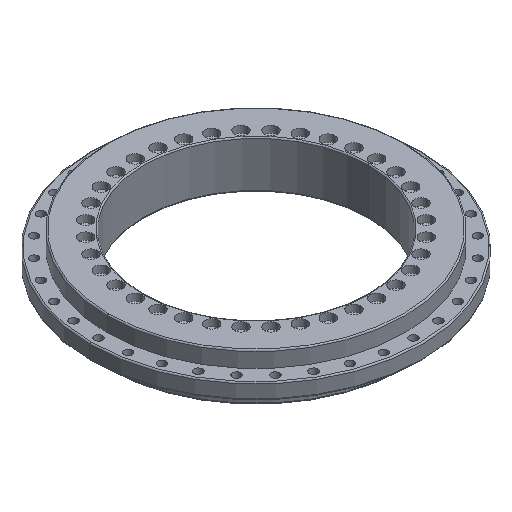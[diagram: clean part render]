
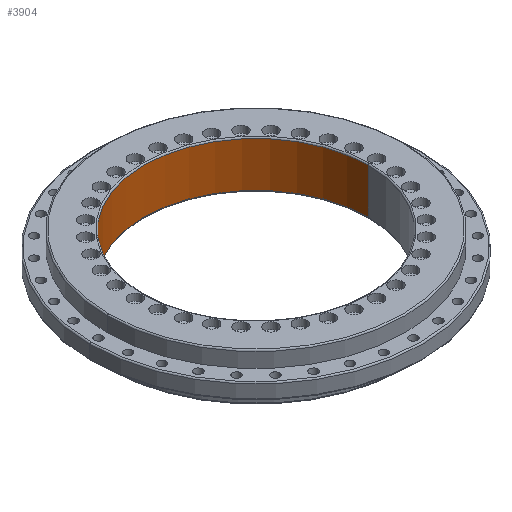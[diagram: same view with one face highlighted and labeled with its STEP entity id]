
A CAD part, isometric view. The second image highlights one B-rep face of the part: STEP entity #3904.
In plain terms, the highlighted cylindrical face has radius 130 mm (diameter 260 mm), a partial arc.
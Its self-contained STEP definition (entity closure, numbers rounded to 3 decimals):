
#97 = CARTESIAN_POINT ( 'NONE',  ( -130., 0., -10.411 ) ) ;
#659 = EDGE_LOOP ( 'NONE', ( #4370, #7872, #5131, #1187 ) ) ;
#938 = AXIS2_PLACEMENT_3D ( 'NONE', #9207, #8211, #7229 ) ;
#1187 = ORIENTED_EDGE ( 'NONE', *, *, #4737, .T. ) ;
#1764 = AXIS2_PLACEMENT_3D ( 'NONE', #5108, #4125, #3145 ) ;
#2031 = DIRECTION ( 'NONE',  ( 0., 0., 1. ) ) ;
#2633 = CARTESIAN_POINT ( 'NONE',  ( 130., 0., -10.411 ) ) ;
#3014 = CARTESIAN_POINT ( 'NONE',  ( -130., 0., 0. ) ) ;
#3145 = DIRECTION ( 'NONE',  ( 1., 0., 0. ) ) ;
#3289 = CARTESIAN_POINT ( 'NONE',  ( 130., 0., -62.411 ) ) ;
#3904 = ADVANCED_FACE ( 'NONE', ( #6080 ), #5078, .F. ) ;
#4123 = VECTOR ( 'NONE', #6861, 1000. ) ;
#4125 = DIRECTION ( 'NONE',  ( 0., 0., -1. ) ) ;
#4370 = ORIENTED_EDGE ( 'NONE', *, *, #6558, .F. ) ;
#4548 = VECTOR ( 'NONE', #2031, 1000. ) ;
#4737 = EDGE_CURVE ( 'NONE', #9295, #5234, #9123, .T. ) ;
#4848 = CIRCLE ( 'NONE', #1764, 130. ) ;
#4987 = LINE ( 'NONE', #3014, #4548 ) ;
#5078 = CYLINDRICAL_SURFACE ( 'NONE', #6814, 130. ) ;
#5108 = CARTESIAN_POINT ( 'NONE',  ( 0., 0., -62.411 ) ) ;
#5131 = ORIENTED_EDGE ( 'NONE', *, *, #9347, .T. ) ;
#5234 = VERTEX_POINT ( 'NONE', #97 ) ;
#6080 = FACE_OUTER_BOUND ( 'NONE', #659, .T. ) ;
#6269 = EDGE_CURVE ( 'NONE', #6522, #6994, #4848, .T. ) ;
#6522 = VERTEX_POINT ( 'NONE', #7931 ) ;
#6558 = EDGE_CURVE ( 'NONE', #6522, #5234, #4987, .T. ) ;
#6814 = AXIS2_PLACEMENT_3D ( 'NONE', #9503, #8522, #7535 ) ;
#6861 = DIRECTION ( 'NONE',  ( 0., 0., 1. ) ) ;
#6994 = VERTEX_POINT ( 'NONE', #3289 ) ;
#7229 = DIRECTION ( 'NONE',  ( -1., 0., 0. ) ) ;
#7535 = DIRECTION ( 'NONE',  ( 1., 0., 0. ) ) ;
#7848 = CARTESIAN_POINT ( 'NONE',  ( 130., 0., 0. ) ) ;
#7872 = ORIENTED_EDGE ( 'NONE', *, *, #6269, .T. ) ;
#7931 = CARTESIAN_POINT ( 'NONE',  ( -130., 0., -62.411 ) ) ;
#8211 = DIRECTION ( 'NONE',  ( 0., 0., 1. ) ) ;
#8522 = DIRECTION ( 'NONE',  ( 0., 0., 1. ) ) ;
#8820 = LINE ( 'NONE', #7848, #4123 ) ;
#9123 = CIRCLE ( 'NONE', #938, 130. ) ;
#9207 = CARTESIAN_POINT ( 'NONE',  ( 0., 0., -10.411 ) ) ;
#9295 = VERTEX_POINT ( 'NONE', #2633 ) ;
#9347 = EDGE_CURVE ( 'NONE', #6994, #9295, #8820, .T. ) ;
#9503 = CARTESIAN_POINT ( 'NONE',  ( 0., 0., 0. ) ) ;
